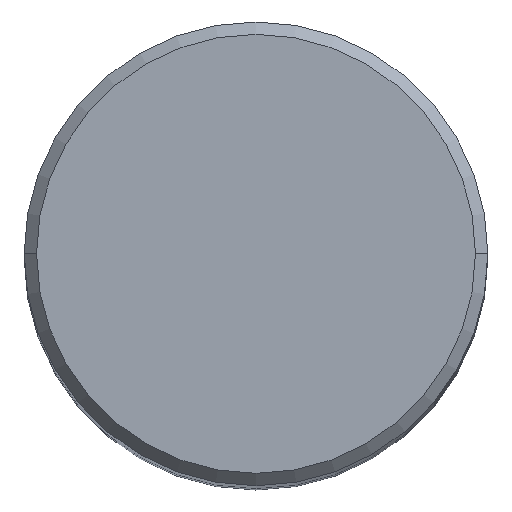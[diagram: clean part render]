
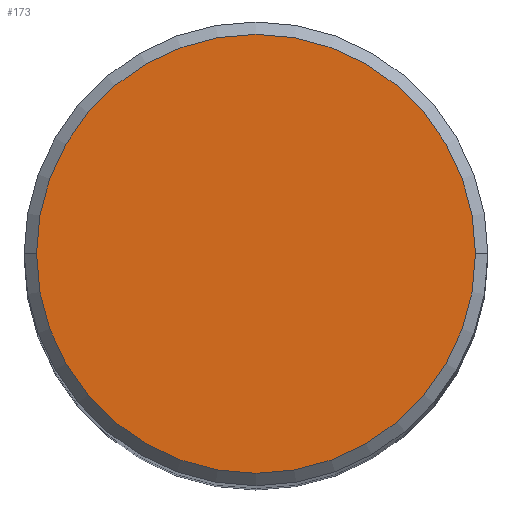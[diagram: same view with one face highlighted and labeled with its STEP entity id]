
A CAD part, top view. The second image highlights one B-rep face of the part: STEP entity #173.
In plain terms, the highlighted planar face has unit normal (0, 0, 1).
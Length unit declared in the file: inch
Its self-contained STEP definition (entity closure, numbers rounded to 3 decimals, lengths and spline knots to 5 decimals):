
#49 = CARTESIAN_POINT ( 'NONE',  ( 0., 0.355, 0. ) ) ;
#86 = DIRECTION ( 'NONE',  ( 0., 0., -1. ) ) ;
#117 = CARTESIAN_POINT ( 'NONE',  ( 0., 0., 0. ) ) ;
#122 = DIRECTION ( 'NONE',  ( 0., 0., 1. ) ) ;
#124 = CARTESIAN_POINT ( 'NONE',  ( 0., 0., 0. ) ) ;
#148 = CIRCLE ( 'NONE', #309, 0.355 ) ;
#163 = EDGE_LOOP ( 'NONE', ( #225, #389 ) ) ;
#173 = ADVANCED_FACE ( 'NONE', ( #324 ), #327, .F. ) ;
#175 = DIRECTION ( 'NONE',  ( -1., 0., 0. ) ) ;
#225 = ORIENTED_EDGE ( 'NONE', *, *, #353, .T. ) ;
#237 = AXIS2_PLACEMENT_3D ( 'NONE', #49, #86, #175 ) ;
#242 = DIRECTION ( 'NONE',  ( 0., 0., 1. ) ) ;
#245 = DIRECTION ( 'NONE',  ( 1., 0., 0. ) ) ;
#247 = CIRCLE ( 'NONE', #299, 0.355 ) ;
#248 = VERTEX_POINT ( 'NONE', #379 ) ;
#299 = AXIS2_PLACEMENT_3D ( 'NONE', #124, #122, #245 ) ;
#309 = AXIS2_PLACEMENT_3D ( 'NONE', #117, #242, #337 ) ;
#324 = FACE_OUTER_BOUND ( 'NONE', #163, .T. ) ;
#327 = PLANE ( 'NONE',  #237 ) ;
#333 = CARTESIAN_POINT ( 'NONE',  ( 0.355, 0., 0. ) ) ;
#337 = DIRECTION ( 'NONE',  ( 1., 0., 0. ) ) ;
#353 = EDGE_CURVE ( 'NONE', #248, #380, #148, .T. ) ;
#368 = EDGE_CURVE ( 'NONE', #380, #248, #247, .T. ) ;
#379 = CARTESIAN_POINT ( 'NONE',  ( -0.355, 0., 0. ) ) ;
#380 = VERTEX_POINT ( 'NONE', #333 ) ;
#389 = ORIENTED_EDGE ( 'NONE', *, *, #368, .T. ) ;
